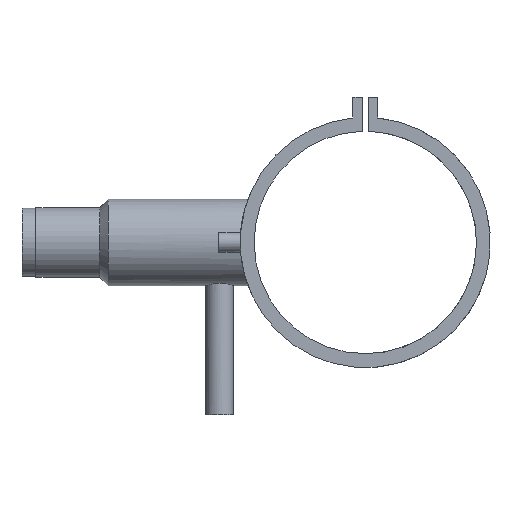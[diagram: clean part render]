
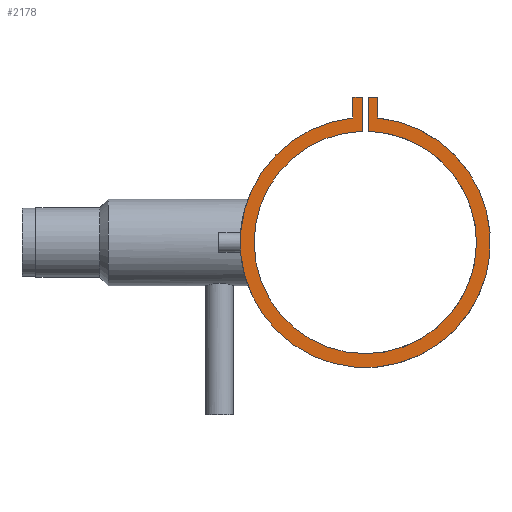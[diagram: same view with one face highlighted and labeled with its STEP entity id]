
A CAD part, left-side view. The second image highlights one B-rep face of the part: STEP entity #2178.
In plain terms, the highlighted planar face has unit normal (-1, 0, 0).
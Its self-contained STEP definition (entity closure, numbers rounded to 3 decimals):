
#19 = VERTEX_POINT ( 'NONE', #1115 ) ;
#25 = DIRECTION ( 'NONE',  ( 0., 0., -1. ) ) ;
#29 = CARTESIAN_POINT ( 'NONE',  ( -69., -9., 89.549 ) ) ;
#37 = ORIENTED_EDGE ( 'NONE', *, *, #1944, .F. ) ;
#86 = EDGE_CURVE ( 'NONE', #651, #1540, #1495, .T. ) ;
#88 = VERTEX_POINT ( 'NONE', #191 ) ;
#127 = DIRECTION ( 'NONE',  ( 0., -1., 0. ) ) ;
#161 = AXIS2_PLACEMENT_3D ( 'NONE', #1846, #165, #948 ) ;
#165 = DIRECTION ( 'NONE',  ( 1., 0., 0. ) ) ;
#168 = ORIENTED_EDGE ( 'NONE', *, *, #302, .F. ) ;
#191 = CARTESIAN_POINT ( 'NONE',  ( -69., -9., 104.549 ) ) ;
#302 = EDGE_CURVE ( 'NONE', #1781, #19, #1987, .T. ) ;
#318 = CARTESIAN_POINT ( 'NONE',  ( -69., -2., 104.549 ) ) ;
#331 = VECTOR ( 'NONE', #1090, 1000. ) ;
#361 = FACE_OUTER_BOUND ( 'NONE', #855, .T. ) ;
#362 = ORIENTED_EDGE ( 'NONE', *, *, #1752, .F. ) ;
#465 = ORIENTED_EDGE ( 'NONE', *, *, #86, .F. ) ;
#483 = CARTESIAN_POINT ( 'NONE',  ( -69., 2., 104.549 ) ) ;
#549 = CARTESIAN_POINT ( 'NONE',  ( -69., -2., 79.975 ) ) ;
#583 = DIRECTION ( 'NONE',  ( 0., 0., 1. ) ) ;
#601 = CARTESIAN_POINT ( 'NONE',  ( -69., 2., 104.549 ) ) ;
#623 = VECTOR ( 'NONE', #2433, 1000. ) ;
#651 = VERTEX_POINT ( 'NONE', #2009 ) ;
#727 = EDGE_CURVE ( 'NONE', #19, #88, #982, .T. ) ;
#744 = VECTOR ( 'NONE', #583, 1000. ) ;
#754 = DIRECTION ( 'NONE',  ( 1., 0., 0. ) ) ;
#855 = EDGE_LOOP ( 'NONE', ( #2428, #1616, #1408, #168, #1598, #37, #362, #465 ) ) ;
#919 = EDGE_CURVE ( 'NONE', #1489, #1781, #2157, .T. ) ;
#925 = LINE ( 'NONE', #1642, #1132 ) ;
#948 = DIRECTION ( 'NONE',  ( 0., 0., -1. ) ) ;
#982 = LINE ( 'NONE', #1699, #623 ) ;
#1012 = CARTESIAN_POINT ( 'NONE',  ( -69., 0., 0. ) ) ;
#1090 = DIRECTION ( 'NONE',  ( 0., 0., 1. ) ) ;
#1099 = LINE ( 'NONE', #1814, #1845 ) ;
#1115 = CARTESIAN_POINT ( 'NONE',  ( -69., -2., 104.549 ) ) ;
#1118 = VERTEX_POINT ( 'NONE', #483 ) ;
#1127 = PLANE ( 'NONE',  #161 ) ;
#1129 = AXIS2_PLACEMENT_3D ( 'NONE', #1012, #1725, #25 ) ;
#1132 = VECTOR ( 'NONE', #2375, 1000. ) ;
#1337 = EDGE_CURVE ( 'NONE', #2242, #651, #2421, .T. ) ;
#1339 = DIRECTION ( 'NONE',  ( 0., 0., -1. ) ) ;
#1370 = CARTESIAN_POINT ( 'NONE',  ( -69., 9., 104.549 ) ) ;
#1397 = AXIS2_PLACEMENT_3D ( 'NONE', #2390, #754, #1479 ) ;
#1408 = ORIENTED_EDGE ( 'NONE', *, *, #727, .F. ) ;
#1479 = DIRECTION ( 'NONE',  ( 0., 0., -1. ) ) ;
#1489 = VERTEX_POINT ( 'NONE', #1906 ) ;
#1495 = LINE ( 'NONE', #2235, #744 ) ;
#1540 = VERTEX_POINT ( 'NONE', #1370 ) ;
#1598 = ORIENTED_EDGE ( 'NONE', *, *, #919, .F. ) ;
#1616 = ORIENTED_EDGE ( 'NONE', *, *, #1767, .F. ) ;
#1642 = CARTESIAN_POINT ( 'NONE',  ( -69., -9., 104.549 ) ) ;
#1699 = CARTESIAN_POINT ( 'NONE',  ( -69., -2., 104.549 ) ) ;
#1725 = DIRECTION ( 'NONE',  ( -1., 0., 0. ) ) ;
#1752 = EDGE_CURVE ( 'NONE', #1540, #1118, #1099, .T. ) ;
#1767 = EDGE_CURVE ( 'NONE', #88, #2242, #925, .T. ) ;
#1781 = VERTEX_POINT ( 'NONE', #549 ) ;
#1814 = CARTESIAN_POINT ( 'NONE',  ( -69., 9., 104.549 ) ) ;
#1845 = VECTOR ( 'NONE', #127, 1000. ) ;
#1846 = CARTESIAN_POINT ( 'NONE',  ( -69., 0., 0. ) ) ;
#1906 = CARTESIAN_POINT ( 'NONE',  ( -69., 2., 79.975 ) ) ;
#1944 = EDGE_CURVE ( 'NONE', #1118, #1489, #2253, .T. ) ;
#1987 = LINE ( 'NONE', #318, #331 ) ;
#2009 = CARTESIAN_POINT ( 'NONE',  ( -69., 9., 89.549 ) ) ;
#2128 = VECTOR ( 'NONE', #1339, 1000. ) ;
#2157 = CIRCLE ( 'NONE', #1129, 80. ) ;
#2178 = ADVANCED_FACE ( 'NONE', ( #361 ), #1127, .F. ) ;
#2235 = CARTESIAN_POINT ( 'NONE',  ( -69., 9., 104.549 ) ) ;
#2242 = VERTEX_POINT ( 'NONE', #29 ) ;
#2253 = LINE ( 'NONE', #601, #2128 ) ;
#2375 = DIRECTION ( 'NONE',  ( 0., 0., -1. ) ) ;
#2390 = CARTESIAN_POINT ( 'NONE',  ( -69., 0., 0. ) ) ;
#2421 = CIRCLE ( 'NONE', #1397, 90. ) ;
#2428 = ORIENTED_EDGE ( 'NONE', *, *, #1337, .F. ) ;
#2433 = DIRECTION ( 'NONE',  ( 0., -1., 0. ) ) ;
